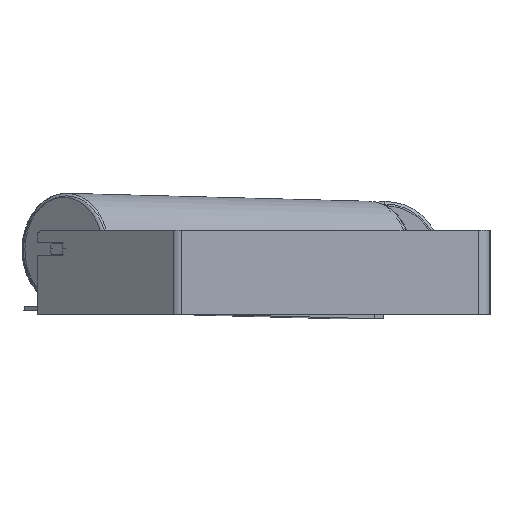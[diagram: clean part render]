
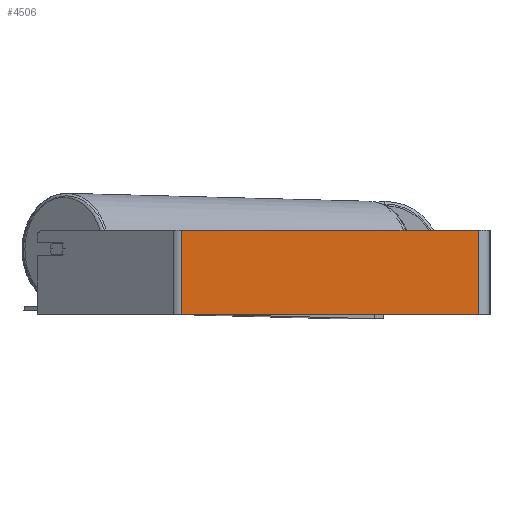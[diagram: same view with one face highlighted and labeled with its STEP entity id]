
A CAD part, left-side view. The second image highlights one B-rep face of the part: STEP entity #4506.
In plain terms, the highlighted planar face has unit normal (-1, 0, 0).
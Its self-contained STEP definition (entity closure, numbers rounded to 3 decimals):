
#194 = DIRECTION ( 'NONE',  ( 0., -1., 0. ) ) ;
#561 = VECTOR ( 'NONE', #3826, 1000. ) ;
#765 = EDGE_CURVE ( 'NONE', #4596, #3928, #3175, .T. ) ;
#923 = ORIENTED_EDGE ( 'NONE', *, *, #765, .F. ) ;
#1812 = CARTESIAN_POINT ( 'NONE',  ( -900., 14., 50. ) ) ;
#1847 = EDGE_CURVE ( 'NONE', #6228, #2528, #3700, .T. ) ;
#1907 = PLANE ( 'NONE',  #8942 ) ;
#2401 = CARTESIAN_POINT ( 'NONE',  ( -900., 372.462, 50. ) ) ;
#2528 = VERTEX_POINT ( 'NONE', #6393 ) ;
#3130 = DIRECTION ( 'NONE',  ( 1., 0., 0. ) ) ;
#3169 = LINE ( 'NONE', #1812, #561 ) ;
#3175 = LINE ( 'NONE', #2401, #8557 ) ;
#3329 = EDGE_CURVE ( 'NONE', #3928, #2528, #3169, .T. ) ;
#3562 = ORIENTED_EDGE ( 'NONE', *, *, #1847, .T. ) ;
#3700 = LINE ( 'NONE', #7200, #8417 ) ;
#3826 = DIRECTION ( 'NONE',  ( 0., 0., -1. ) ) ;
#3928 = VERTEX_POINT ( 'NONE', #7033 ) ;
#4114 = EDGE_CURVE ( 'NONE', #4596, #6228, #8961, .T. ) ;
#4506 = ADVANCED_FACE ( 'NONE', ( #4510 ), #1907, .F. ) ;
#4510 = FACE_OUTER_BOUND ( 'NONE', #5415, .T. ) ;
#4568 = CARTESIAN_POINT ( 'NONE',  ( -900., 367.367, 50. ) ) ;
#4596 = VERTEX_POINT ( 'NONE', #7791 ) ;
#5415 = EDGE_LOOP ( 'NONE', ( #3562, #8294, #923, #8267 ) ) ;
#5443 = DIRECTION ( 'NONE',  ( 0., -1., 0. ) ) ;
#6228 = VERTEX_POINT ( 'NONE', #6441 ) ;
#6393 = CARTESIAN_POINT ( 'NONE',  ( -900., 14., -50. ) ) ;
#6441 = CARTESIAN_POINT ( 'NONE',  ( -900., 367.367, -50. ) ) ;
#6678 = VECTOR ( 'NONE', #7445, 1000. ) ;
#7033 = CARTESIAN_POINT ( 'NONE',  ( -900., 14., 50. ) ) ;
#7200 = CARTESIAN_POINT ( 'NONE',  ( -900., 372.462, -50. ) ) ;
#7445 = DIRECTION ( 'NONE',  ( 0., 0., -1. ) ) ;
#7791 = CARTESIAN_POINT ( 'NONE',  ( -900., 367.367, 50. ) ) ;
#8267 = ORIENTED_EDGE ( 'NONE', *, *, #4114, .T. ) ;
#8294 = ORIENTED_EDGE ( 'NONE', *, *, #3329, .F. ) ;
#8417 = VECTOR ( 'NONE', #194, 1000. ) ;
#8557 = VECTOR ( 'NONE', #5443, 1000. ) ;
#8804 = DIRECTION ( 'NONE',  ( 0., 0., -1. ) ) ;
#8942 = AXIS2_PLACEMENT_3D ( 'NONE', #9072, #3130, #8804 ) ;
#8961 = LINE ( 'NONE', #4568, #6678 ) ;
#9072 = CARTESIAN_POINT ( 'NONE',  ( -900., 372.462, 50. ) ) ;
